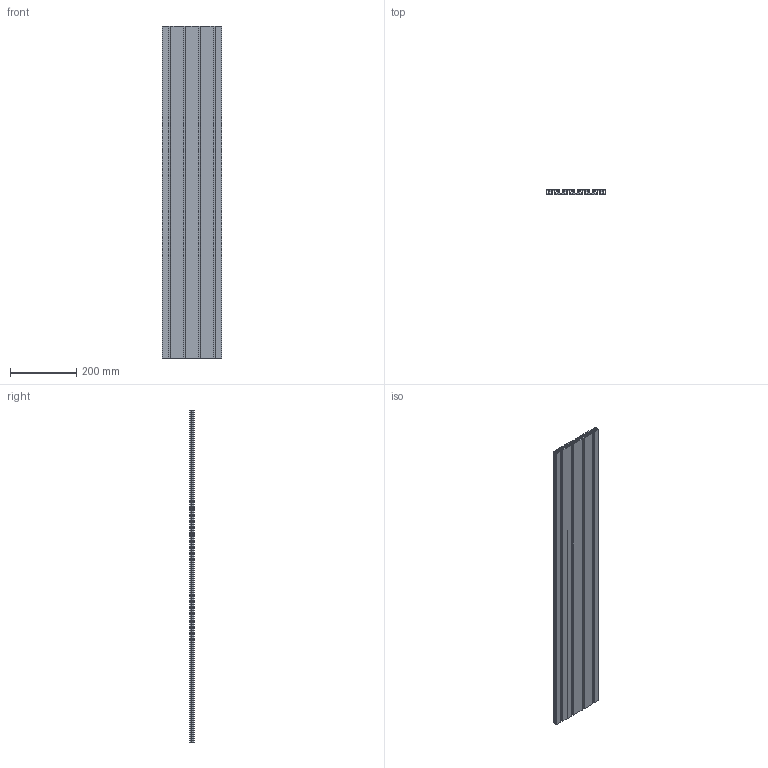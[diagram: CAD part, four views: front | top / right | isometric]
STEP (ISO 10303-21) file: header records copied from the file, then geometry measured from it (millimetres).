
FILE_DESCRIPTION (( 'STEP AP214' ), '1' );
FILE_NAME ('15180X Ïðîôèëü êîíñòðóêöèîííûé 15õ180 (Áåç ïîêðûòèÿ).STEP', '2025-06-05T08:27:15', ( '' ), ( '' ), 'SwSTEP 2.0', 'SolidWorks 2025', '' );
FILE_SCHEMA (( 'AUTOMOTIVE_DESIGN' ));
Length unit declared in the file: millimetre
Products named in the file (1): 15180X Профиль конструкционный 15х180 (Без покрытия)
Bounding box: 180 x 15 x 1000 mm (x, y, z)
Volume: 1280996.8 mm3; surface area: 846319.1 mm2
Topology: 1 solids, 1 shells, 170 faces, 504 edges, 336 vertices
Faces by surface type: plane 170
Entity records: 5591 total; most frequent: CARTESIAN_POINT 1011, ORIENTED_EDGE 1008, DIRECTION 846, VECTOR 504, EDGE_CURVE 504, LINE 504, VERTEX_POINT 336, AXIS2_PLACEMENT_3D 171
